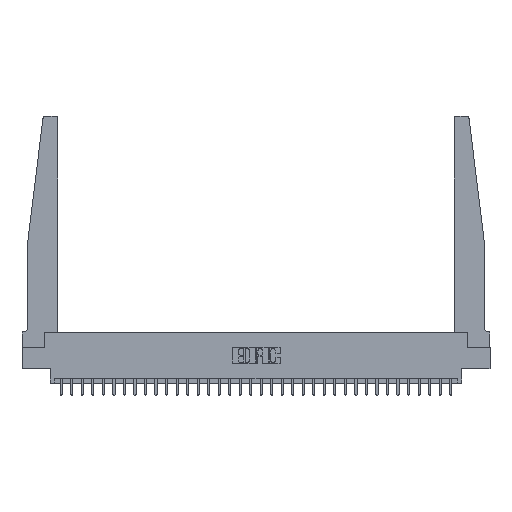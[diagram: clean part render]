
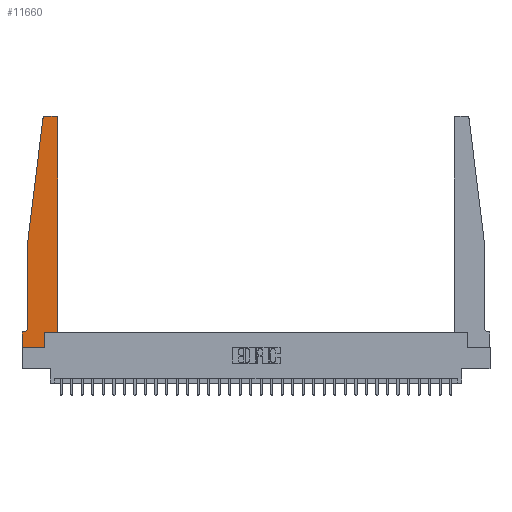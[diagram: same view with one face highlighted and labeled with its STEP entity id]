
A CAD part, top view. The second image highlights one B-rep face of the part: STEP entity #11660.
In plain terms, the highlighted planar face has unit normal (0, 0, 1).
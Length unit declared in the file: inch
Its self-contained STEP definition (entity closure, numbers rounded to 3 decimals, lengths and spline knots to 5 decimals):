
#1165 = CARTESIAN_POINT ( 'NONE',  ( 0.2605, 0.18, 0.37 ) ) ;
#1182 = LINE ( 'NONE', #26877, #7794 ) ;
#1571 = VERTEX_POINT ( 'NONE', #1165 ) ;
#1623 = ORIENTED_EDGE ( 'NONE', *, *, #15113, .T. ) ;
#1733 = VECTOR ( 'NONE', #4626, 39.37008 ) ;
#1782 = DIRECTION ( 'NONE',  ( 0., 1., 0. ) ) ;
#2019 = CARTESIAN_POINT ( 'NONE',  ( 0.065, 1.25, 0.37 ) ) ;
#2263 = CARTESIAN_POINT ( 'NONE',  ( 0., 0.1875, 0.37 ) ) ;
#2288 = CARTESIAN_POINT ( 'NONE',  ( 0., 0., 0.37 ) ) ;
#2443 = CARTESIAN_POINT ( 'NONE',  ( 0.065, 0.2375, 0.37 ) ) ;
#2698 = DIRECTION ( 'NONE',  ( -1., 0., 0. ) ) ;
#2966 = VECTOR ( 'NONE', #29144, 39.37008 ) ;
#3308 = EDGE_CURVE ( 'NONE', #4351, #19544, #15327, .T. ) ;
#3479 = EDGE_CURVE ( 'NONE', #16187, #24998, #22260, .T. ) ;
#3589 = DIRECTION ( 'NONE',  ( -1., 0., 0. ) ) ;
#3760 = CARTESIAN_POINT ( 'NONE',  ( 0.27653, 2.72, 0.37 ) ) ;
#4264 = LINE ( 'NONE', #13482, #11864 ) ;
#4351 = VERTEX_POINT ( 'NONE', #28066 ) ;
#4626 = DIRECTION ( 'NONE',  ( 0., -1., 0. ) ) ;
#5256 = DIRECTION ( 'NONE',  ( -0.122, -0.992, 0. ) ) ;
#5826 = EDGE_CURVE ( 'NONE', #23067, #16187, #24767, .T. ) ;
#6287 = VERTEX_POINT ( 'NONE', #17445 ) ;
#7272 = EDGE_LOOP ( 'NONE', ( #27170, #18260, #10948, #19842, #14958, #30365, #1623, #14638, #18051, #24888, #17741, #14450 ) ) ;
#7794 = VECTOR ( 'NONE', #10555, 39.37008 ) ;
#8062 = EDGE_CURVE ( 'NONE', #22489, #1571, #4264, .T. ) ;
#8232 = EDGE_CURVE ( 'NONE', #24552, #4351, #26264, .T. ) ;
#9352 = FACE_OUTER_BOUND ( 'NONE', #7272, .T. ) ;
#9411 = EDGE_CURVE ( 'NONE', #23927, #22489, #10197, .T. ) ;
#9826 = LINE ( 'NONE', #14371, #15005 ) ;
#10197 = LINE ( 'NONE', #24345, #2966 ) ;
#10206 = DIRECTION ( 'NONE',  ( -1., 0., 0. ) ) ;
#10383 = CARTESIAN_POINT ( 'NONE',  ( 0.395, 2.72, 0.37 ) ) ;
#10555 = DIRECTION ( 'NONE',  ( 0., 1., 0. ) ) ;
#10948 = ORIENTED_EDGE ( 'NONE', *, *, #14760, .T. ) ;
#11283 = CARTESIAN_POINT ( 'NONE',  ( 0.395, 2.75, 0.37 ) ) ;
#11353 = AXIS2_PLACEMENT_3D ( 'NONE', #3760, #27436, #27741 ) ;
#11660 = ADVANCED_FACE ( 'NONE', ( #9352 ), #19168, .T. ) ;
#11864 = VECTOR ( 'NONE', #1782, 39.37008 ) ;
#12139 = LINE ( 'NONE', #23790, #1733 ) ;
#12582 = AXIS2_PLACEMENT_3D ( 'NONE', #18872, #26160, #28331 ) ;
#12707 = VECTOR ( 'NONE', #3589, 39.37008 ) ;
#12753 = EDGE_CURVE ( 'NONE', #1571, #16028, #9826, .T. ) ;
#13074 = LINE ( 'NONE', #28910, #13152 ) ;
#13152 = VECTOR ( 'NONE', #5256, 39.37008 ) ;
#13482 = CARTESIAN_POINT ( 'NONE',  ( 0.2605, 0.18, 0.37 ) ) ;
#14057 = DIRECTION ( 'NONE',  ( 1., 0., 0. ) ) ;
#14371 = CARTESIAN_POINT ( 'NONE',  ( 0.425, 0.18, 0.37 ) ) ;
#14450 = ORIENTED_EDGE ( 'NONE', *, *, #15207, .T. ) ;
#14564 = DIRECTION ( 'NONE',  ( 0., 0., -1. ) ) ;
#14638 = ORIENTED_EDGE ( 'NONE', *, *, #9411, .T. ) ;
#14760 = EDGE_CURVE ( 'NONE', #24998, #29727, #13074, .T. ) ;
#14958 = ORIENTED_EDGE ( 'NONE', *, *, #8232, .T. ) ;
#15005 = VECTOR ( 'NONE', #14057, 39.37008 ) ;
#15046 = DIRECTION ( 'NONE',  ( 1., 0., 0. ) ) ;
#15113 = EDGE_CURVE ( 'NONE', #19544, #23927, #23625, .T. ) ;
#15207 = EDGE_CURVE ( 'NONE', #6287, #23067, #23169, .T. ) ;
#15327 = LINE ( 'NONE', #29008, #30190 ) ;
#15843 = CARTESIAN_POINT ( 'NONE',  ( 0.425, 0.18, 0.37 ) ) ;
#16028 = VERTEX_POINT ( 'NONE', #15843 ) ;
#16187 = VERTEX_POINT ( 'NONE', #19712 ) ;
#16870 = CARTESIAN_POINT ( 'NONE',  ( 0.015, 0.2375, 0.37 ) ) ;
#17445 = CARTESIAN_POINT ( 'NONE',  ( 0.425, 2.72, 0.37 ) ) ;
#17678 = DIRECTION ( 'NONE',  ( 0., 0., 1. ) ) ;
#17741 = ORIENTED_EDGE ( 'NONE', *, *, #27336, .T. ) ;
#18051 = ORIENTED_EDGE ( 'NONE', *, *, #8062, .T. ) ;
#18260 = ORIENTED_EDGE ( 'NONE', *, *, #3479, .T. ) ;
#18872 = CARTESIAN_POINT ( 'NONE',  ( 0., 0.1875, 0.37 ) ) ;
#19168 = PLANE ( 'NONE',  #12582 ) ;
#19544 = VERTEX_POINT ( 'NONE', #2263 ) ;
#19712 = CARTESIAN_POINT ( 'NONE',  ( 0.27653, 2.75, 0.37 ) ) ;
#19842 = ORIENTED_EDGE ( 'NONE', *, *, #25963, .T. ) ;
#21297 = DIRECTION ( 'NONE',  ( 0., -1., 0. ) ) ;
#22127 = CARTESIAN_POINT ( 'NONE',  ( 0.24675, 2.72367, 0.37 ) ) ;
#22260 = CIRCLE ( 'NONE', #11353, 0.03 ) ;
#22405 = CARTESIAN_POINT ( 'NONE',  ( 0.2605, 0., 0.37 ) ) ;
#22489 = VERTEX_POINT ( 'NONE', #22405 ) ;
#22771 = AXIS2_PLACEMENT_3D ( 'NONE', #16870, #14564, #2698 ) ;
#23067 = VERTEX_POINT ( 'NONE', #11283 ) ;
#23169 = CIRCLE ( 'NONE', #25662, 0.03 ) ;
#23625 = LINE ( 'NONE', #2288, #27124 ) ;
#23790 = CARTESIAN_POINT ( 'NONE',  ( 0.065, 1.25, 0.37 ) ) ;
#23927 = VERTEX_POINT ( 'NONE', #24251 ) ;
#24251 = CARTESIAN_POINT ( 'NONE',  ( 0., 0., 0.37 ) ) ;
#24345 = CARTESIAN_POINT ( 'NONE',  ( 0., 0., 0.37 ) ) ;
#24552 = VERTEX_POINT ( 'NONE', #2443 ) ;
#24767 = LINE ( 'NONE', #24919, #12707 ) ;
#24888 = ORIENTED_EDGE ( 'NONE', *, *, #12753, .T. ) ;
#24919 = CARTESIAN_POINT ( 'NONE',  ( 0.25, 2.75, 0.37 ) ) ;
#24998 = VERTEX_POINT ( 'NONE', #22127 ) ;
#25662 = AXIS2_PLACEMENT_3D ( 'NONE', #10383, #17678, #15046 ) ;
#25963 = EDGE_CURVE ( 'NONE', #29727, #24552, #12139, .T. ) ;
#26160 = DIRECTION ( 'NONE',  ( 0., 0., 1. ) ) ;
#26264 = CIRCLE ( 'NONE', #22771, 0.05 ) ;
#26877 = CARTESIAN_POINT ( 'NONE',  ( 0.425, 0.18, 0.37 ) ) ;
#27124 = VECTOR ( 'NONE', #21297, 39.37008 ) ;
#27170 = ORIENTED_EDGE ( 'NONE', *, *, #5826, .T. ) ;
#27336 = EDGE_CURVE ( 'NONE', #16028, #6287, #1182, .T. ) ;
#27436 = DIRECTION ( 'NONE',  ( 0., 0., 1. ) ) ;
#27741 = DIRECTION ( 'NONE',  ( 1., 0., 0. ) ) ;
#28066 = CARTESIAN_POINT ( 'NONE',  ( 0.015, 0.1875, 0.37 ) ) ;
#28331 = DIRECTION ( 'NONE',  ( 1., 0., 0. ) ) ;
#28910 = CARTESIAN_POINT ( 'NONE',  ( 0.065, 1.25, 0.37 ) ) ;
#29008 = CARTESIAN_POINT ( 'NONE',  ( 0.065, 0.1875, 0.37 ) ) ;
#29144 = DIRECTION ( 'NONE',  ( 1., 0., 0. ) ) ;
#29727 = VERTEX_POINT ( 'NONE', #2019 ) ;
#30190 = VECTOR ( 'NONE', #10206, 39.37008 ) ;
#30365 = ORIENTED_EDGE ( 'NONE', *, *, #3308, .T. ) ;
